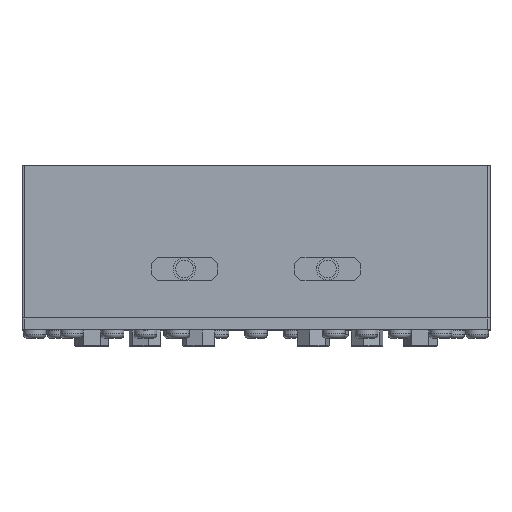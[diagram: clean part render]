
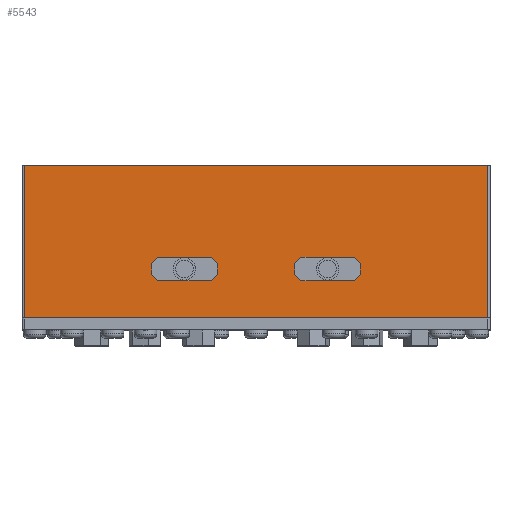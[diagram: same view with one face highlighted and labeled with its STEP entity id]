
A CAD part, top view. The second image highlights one B-rep face of the part: STEP entity #5543.
In plain terms, the highlighted planar face has unit normal (0, 0, 1).
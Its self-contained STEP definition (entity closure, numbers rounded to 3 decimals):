
#104=FACE_BOUND('',#1877,.T.);
#105=FACE_BOUND('',#1878,.T.);
#201=PLANE('',#5977);
#370=LINE('',#8604,#848);
#374=LINE('',#8611,#852);
#382=LINE('',#8627,#860);
#384=LINE('',#8631,#862);
#386=LINE('',#8636,#864);
#388=LINE('',#8639,#866);
#390=LINE('',#8643,#868);
#393=LINE('',#8651,#871);
#397=LINE('',#8658,#875);
#405=LINE('',#8675,#883);
#407=LINE('',#8679,#885);
#409=LINE('',#8683,#887);
#412=LINE('',#8688,#890);
#441=LINE('',#8755,#919);
#442=LINE('',#8760,#920);
#443=LINE('',#8763,#921);
#444=LINE('',#8764,#922);
#445=LINE('',#8765,#923);
#446=LINE('',#8766,#924);
#447=LINE('',#8767,#925);
#848=VECTOR('',#6752,10.);
#852=VECTOR('',#6758,10.);
#860=VECTOR('',#6770,10.);
#862=VECTOR('',#6774,10.);
#864=VECTOR('',#6778,10.);
#866=VECTOR('',#6782,10.);
#868=VECTOR('',#6786,10.);
#871=VECTOR('',#6791,10.);
#875=VECTOR('',#6797,10.);
#883=VECTOR('',#6809,10.);
#885=VECTOR('',#6813,10.);
#887=VECTOR('',#6817,10.);
#890=VECTOR('',#6822,10.);
#919=VECTOR('',#6883,10.);
#920=VECTOR('',#6890,10.);
#921=VECTOR('',#6893,10.);
#922=VECTOR('',#6894,10.);
#923=VECTOR('',#6895,10.);
#924=VECTOR('',#6896,10.);
#925=VECTOR('',#6897,10.);
#1500=FACE_OUTER_BOUND('',#1876,.T.);
#1876=EDGE_LOOP('',(#4071,#4072,#4073,#4074));
#1877=EDGE_LOOP('',(#4075,#4076,#4077,#4078,#4079,#4080,#4081,#4082));
#1878=EDGE_LOOP('',(#4083,#4084,#4085,#4086,#4087,#4088,#4089,#4090));
#2541=VERTEX_POINT('',#8601);
#2542=VERTEX_POINT('',#8603);
#2544=VERTEX_POINT('',#8609);
#2550=VERTEX_POINT('',#8625);
#2551=VERTEX_POINT('',#8629);
#2552=VERTEX_POINT('',#8633);
#2553=VERTEX_POINT('',#8635);
#2554=VERTEX_POINT('',#8641);
#2557=VERTEX_POINT('',#8648);
#2558=VERTEX_POINT('',#8650);
#2560=VERTEX_POINT('',#8656);
#2566=VERTEX_POINT('',#8672);
#2567=VERTEX_POINT('',#8674);
#2568=VERTEX_POINT('',#8678);
#2569=VERTEX_POINT('',#8682);
#2570=VERTEX_POINT('',#8686);
#2591=VERTEX_POINT('',#8752);
#2592=VERTEX_POINT('',#8754);
#2593=VERTEX_POINT('',#8758);
#2594=VERTEX_POINT('',#8762);
#3074=EDGE_CURVE('',#2541,#2542,#370,.F.);
#3078=EDGE_CURVE('',#2541,#2544,#374,.T.);
#3086=EDGE_CURVE('',#2550,#2544,#382,.F.);
#3088=EDGE_CURVE('',#2550,#2551,#384,.T.);
#3090=EDGE_CURVE('',#2552,#2553,#386,.F.);
#3092=EDGE_CURVE('',#2552,#2542,#388,.T.);
#3094=EDGE_CURVE('',#2554,#2551,#390,.F.);
#3097=EDGE_CURVE('',#2557,#2558,#393,.F.);
#3101=EDGE_CURVE('',#2557,#2560,#397,.T.);
#3109=EDGE_CURVE('',#2566,#2567,#405,.F.);
#3111=EDGE_CURVE('',#2568,#2567,#407,.T.);
#3113=EDGE_CURVE('',#2568,#2569,#409,.F.);
#3116=EDGE_CURVE('',#2570,#2560,#412,.F.);
#3150=EDGE_CURVE('',#2591,#2592,#441,.T.);
#3153=EDGE_CURVE('',#2592,#2593,#442,.T.);
#3154=EDGE_CURVE('',#2594,#2591,#443,.T.);
#3155=EDGE_CURVE('',#2593,#2594,#444,.T.);
#3156=EDGE_CURVE('',#2554,#2553,#445,.T.);
#3157=EDGE_CURVE('',#2566,#2558,#446,.T.);
#3158=EDGE_CURVE('',#2570,#2569,#447,.T.);
#4071=ORIENTED_EDGE('',*,*,#3153,.F.);
#4072=ORIENTED_EDGE('',*,*,#3150,.F.);
#4073=ORIENTED_EDGE('',*,*,#3154,.F.);
#4074=ORIENTED_EDGE('',*,*,#3155,.F.);
#4075=ORIENTED_EDGE('',*,*,#3092,.T.);
#4076=ORIENTED_EDGE('',*,*,#3074,.F.);
#4077=ORIENTED_EDGE('',*,*,#3078,.T.);
#4078=ORIENTED_EDGE('',*,*,#3086,.F.);
#4079=ORIENTED_EDGE('',*,*,#3088,.T.);
#4080=ORIENTED_EDGE('',*,*,#3094,.F.);
#4081=ORIENTED_EDGE('',*,*,#3156,.T.);
#4082=ORIENTED_EDGE('',*,*,#3090,.F.);
#4083=ORIENTED_EDGE('',*,*,#3157,.T.);
#4084=ORIENTED_EDGE('',*,*,#3097,.F.);
#4085=ORIENTED_EDGE('',*,*,#3101,.T.);
#4086=ORIENTED_EDGE('',*,*,#3116,.F.);
#4087=ORIENTED_EDGE('',*,*,#3158,.T.);
#4088=ORIENTED_EDGE('',*,*,#3113,.F.);
#4089=ORIENTED_EDGE('',*,*,#3111,.T.);
#4090=ORIENTED_EDGE('',*,*,#3109,.F.);
#5543=ADVANCED_FACE('',(#1500,#104,#105),#201,.T.);
#5977=AXIS2_PLACEMENT_3D('',#8761,#6891,#6892);
#6752=DIRECTION('',(-0.706,0.708,0.));
#6758=DIRECTION('',(0.002,1.,0.));
#6770=DIRECTION('',(0.708,0.706,0.));
#6774=DIRECTION('',(1.,-0.002,0.));
#6778=DIRECTION('',(-0.708,-0.706,0.));
#6782=DIRECTION('',(-1.,0.002,0.));
#6786=DIRECTION('',(0.706,-0.708,0.));
#6791=DIRECTION('',(0.707,-0.707,0.));
#6797=DIRECTION('',(0.,-1.,0.));
#6809=DIRECTION('',(0.707,0.707,0.));
#6813=DIRECTION('',(0.,1.,0.));
#6817=DIRECTION('',(-0.707,0.707,0.));
#6822=DIRECTION('',(-0.707,-0.707,0.));
#6883=DIRECTION('',(-1.,0.,0.));
#6890=DIRECTION('',(0.,1.,0.));
#6891=DIRECTION('center_axis',(0.,0.,1.));
#6892=DIRECTION('ref_axis',(1.,0.,0.));
#6893=DIRECTION('',(0.,-1.,0.));
#6894=DIRECTION('',(1.,0.,0.));
#6895=DIRECTION('',(-0.002,-1.,0.));
#6896=DIRECTION('',(1.,0.,0.));
#6897=DIRECTION('',(-1.,0.,0.));
#8601=CARTESIAN_POINT('',(11.614,10.627,80.14));
#8603=CARTESIAN_POINT('',(13.112,9.125,80.14));
#8604=CARTESIAN_POINT('',(6.766,15.49,80.14));
#8609=CARTESIAN_POINT('',(11.618,13.277,80.14));
#8611=CARTESIAN_POINT('',(11.609,7.364,80.14));
#8625=CARTESIAN_POINT('',(13.12,14.775,80.14));
#8627=CARTESIAN_POINT('',(0.746,2.438,80.14));
#8629=CARTESIAN_POINT('',(26.12,14.755,80.14));
#8631=CARTESIAN_POINT('',(3.821,14.789,80.14));
#8633=CARTESIAN_POINT('',(26.112,9.105,80.14));
#8635=CARTESIAN_POINT('',(27.614,10.603,80.14));
#8636=CARTESIAN_POINT('',(12.648,-4.318,80.14));
#8639=CARTESIAN_POINT('',(-4.187,9.151,80.14));
#8641=CARTESIAN_POINT('',(27.618,13.253,80.14));
#8643=CARTESIAN_POINT('',(18.688,22.209,80.14));
#8648=CARTESIAN_POINT('',(62.515,13.275,80.14));
#8650=CARTESIAN_POINT('',(61.015,14.775,80.14));
#8651=CARTESIAN_POINT('',(44.83,30.96,80.14));
#8656=CARTESIAN_POINT('',(62.515,10.625,80.14));
#8658=CARTESIAN_POINT('',(62.515,4.563,80.14));
#8672=CARTESIAN_POINT('',(48.015,14.775,80.14));
#8674=CARTESIAN_POINT('',(46.515,13.275,80.14));
#8675=CARTESIAN_POINT('',(26.942,-6.297,80.14));
#8678=CARTESIAN_POINT('',(46.515,10.625,80.14));
#8679=CARTESIAN_POINT('',(46.515,7.388,80.14));
#8682=CARTESIAN_POINT('',(48.015,9.125,80.14));
#8683=CARTESIAN_POINT('',(32.917,24.223,80.14));
#8686=CARTESIAN_POINT('',(61.015,9.125,80.14));
#8688=CARTESIAN_POINT('',(38.855,-13.035,80.14));
#8752=CARTESIAN_POINT('',(93.6,0.,80.14));
#8754=CARTESIAN_POINT('',(-19.5,0.,80.14));
#8755=CARTESIAN_POINT('',(94.1,0.,80.14));
#8758=CARTESIAN_POINT('',(-19.5,37.2,80.14));
#8760=CARTESIAN_POINT('',(-19.5,0.,80.14));
#8761=CARTESIAN_POINT('Origin',(-20.,0.,80.14));
#8762=CARTESIAN_POINT('',(93.6,37.2,80.14));
#8763=CARTESIAN_POINT('',(93.6,0.,80.14));
#8764=CARTESIAN_POINT('',(94.1,37.2,80.14));
#8765=CARTESIAN_POINT('',(27.605,4.515,80.14));
#8766=CARTESIAN_POINT('',(21.257,14.775,80.14));
#8767=CARTESIAN_POINT('',(13.257,9.125,80.14));
